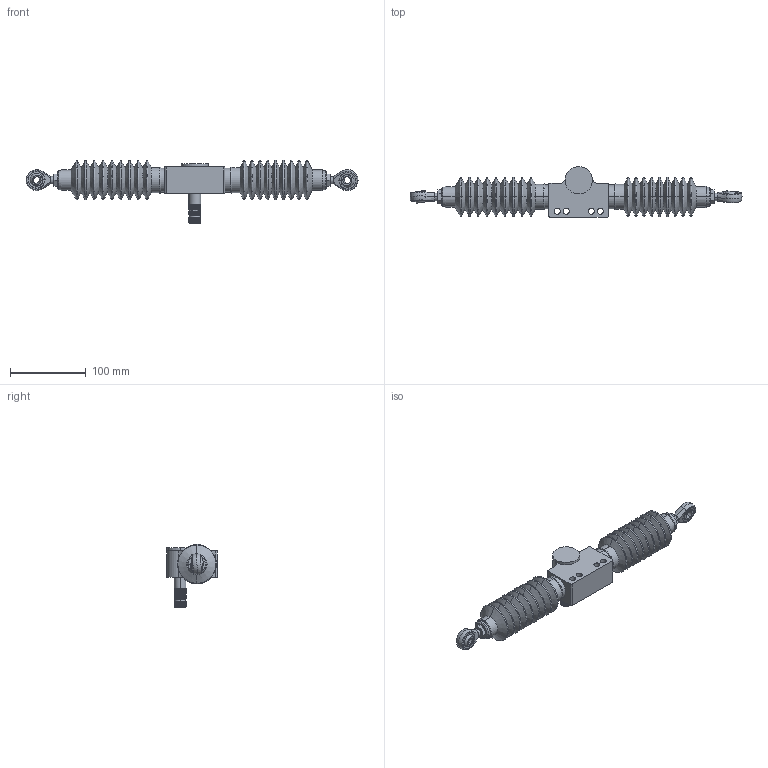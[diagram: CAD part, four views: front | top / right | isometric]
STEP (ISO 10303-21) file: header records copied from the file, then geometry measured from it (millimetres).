
FILE_DESCRIPTION (( 'STEP AP203' ), '1' );
FILE_NAME ('Letva_volana_sa_sponama.STEP', '2015-10-02T16:05:50', ( 'Arch Stanton' ), ( '' ), 'SwSTEP 2.0', 'SolidWorks 2015', '' );
FILE_SCHEMA (( 'CONFIG_CONTROL_DESIGN' ));
Length unit declared in the file: millimetre
Products named in the file (9): Kuciste; Letva; Manzeta; Manzeta_L; Hirschman kuciste; Kugla_hirschman; Krajnik_hirsch; hex thin nut gradeb_din_Hexagon Nut ISO 4036 - M10 - N; Letva_volana_sa_sponama
Assembly tree (10 placements, depth 3):
  Letva_volana_sa_sponama
    Kuciste
    Letva
    Manzeta
    Manzeta_L
    Krajnik_hirsch  x2
      Hirschman kuciste
      Kugla_hirschman
    hex thin nut gradeb_din_Hexagon Nut ISO 4036 - M10 - N  x2
Bounding box: 439.6 x 67 x 83.67 mm (x, y, z)
Volume: 509962.2 mm3; surface area: 165068.4 mm2
Topology: 11 solids, 11 shells, 515 faces, 1292 edges, 804 vertices
Faces by surface type: plane 236, cylinder 117, cone 102, torus 48, sphere 12
Entity records: 15261 total; most frequent: CARTESIAN_POINT 3101, DIRECTION 2384, ORIENTED_EDGE 2336, EDGE_CURVE 1168, AXIS2_PLACEMENT_3D 952, VERTEX_POINT 729, EDGE_LOOP 501, VECTOR 480
